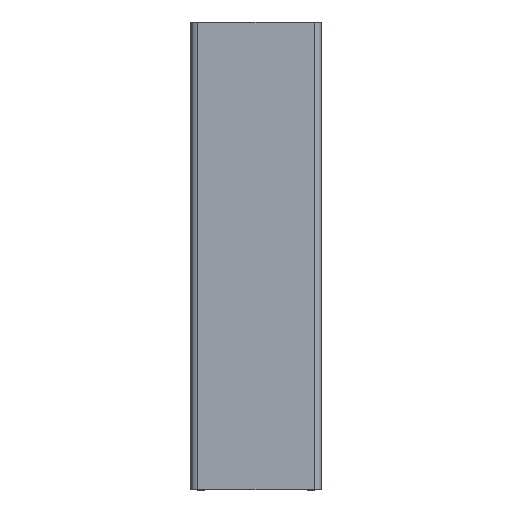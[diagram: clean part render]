
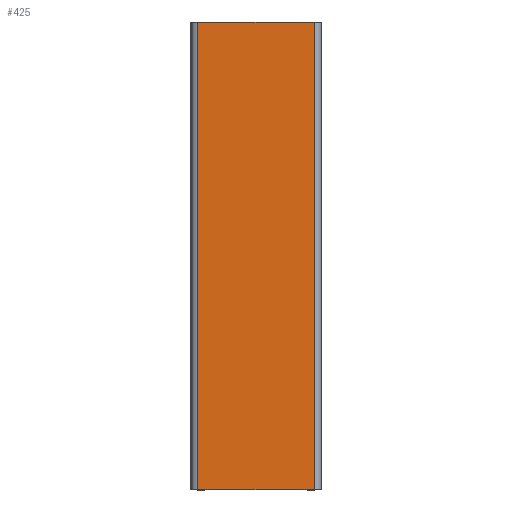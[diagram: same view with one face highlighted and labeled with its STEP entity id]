
A CAD part, top view. The second image highlights one B-rep face of the part: STEP entity #425.
In plain terms, the highlighted planar face has unit normal (0, 0, 1).
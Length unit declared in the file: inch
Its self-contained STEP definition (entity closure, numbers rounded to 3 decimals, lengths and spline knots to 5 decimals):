
#362=CARTESIAN_POINT('',(0.745,6.08842,0.33));
#363=VERTEX_POINT('',#362);
#371=CARTESIAN_POINT('',(0.745,0.08842,0.33));
#372=VERTEX_POINT('',#371);
#373=CARTESIAN_POINT('',(0.745,0.08842,0.33));
#374=DIRECTION('',(0.,1.,0.));
#375=VECTOR('',#374,1.);
#376=LINE('',#373,#375);
#377=EDGE_CURVE('',#372,#363,#376,.T.);
#395=CARTESIAN_POINT('',(-0.745,6.08842,0.33));
#396=VERTEX_POINT('',#395);
#397=CARTESIAN_POINT('',(-0.745,6.08842,0.33));
#398=DIRECTION('',(-1.,0.,0.));
#399=VECTOR('',#398,1.);
#400=LINE('',#397,#399);
#401=EDGE_CURVE('',#363,#396,#400,.T.);
#402=ORIENTED_EDGE('',*,*,#401,.T.);
#403=CARTESIAN_POINT('',(-0.745,0.08842,0.33));
#404=VERTEX_POINT('',#403);
#405=CARTESIAN_POINT('',(-0.745,0.08842,0.33));
#406=DIRECTION('',(0.,1.,0.));
#407=VECTOR('',#406,1.);
#408=LINE('',#405,#407);
#409=EDGE_CURVE('',#404,#396,#408,.T.);
#410=ORIENTED_EDGE('',*,*,#409,.F.);
#411=CARTESIAN_POINT('',(-0.745,0.08842,0.33));
#412=DIRECTION('',(1.,0.,0.));
#413=VECTOR('',#412,1.);
#414=LINE('',#411,#413);
#415=EDGE_CURVE('',#404,#372,#414,.T.);
#416=ORIENTED_EDGE('',*,*,#415,.T.);
#417=ORIENTED_EDGE('',*,*,#377,.T.);
#418=EDGE_LOOP('',(#402,#410,#416,#417));
#419=FACE_OUTER_BOUND('',#418,.T.);
#420=CARTESIAN_POINT('',(0.,0.08842,0.33));
#421=DIRECTION('',(0.,0.,1.));
#422=DIRECTION('',(1.,0.,0.));
#423=AXIS2_PLACEMENT_3D('',#420,#421,#422);
#424=PLANE('',#423);
#425=ADVANCED_FACE('',(#419),#424,.T.);
